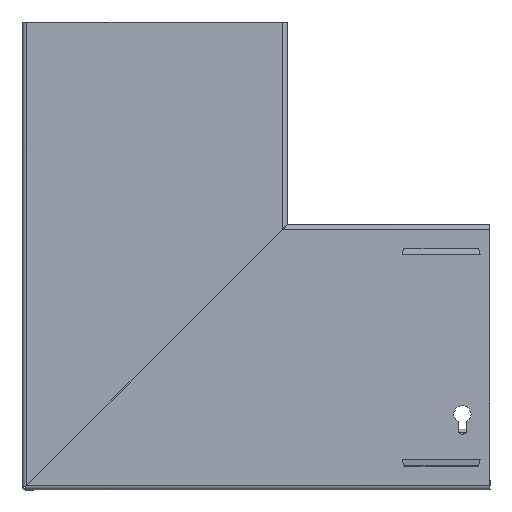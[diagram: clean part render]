
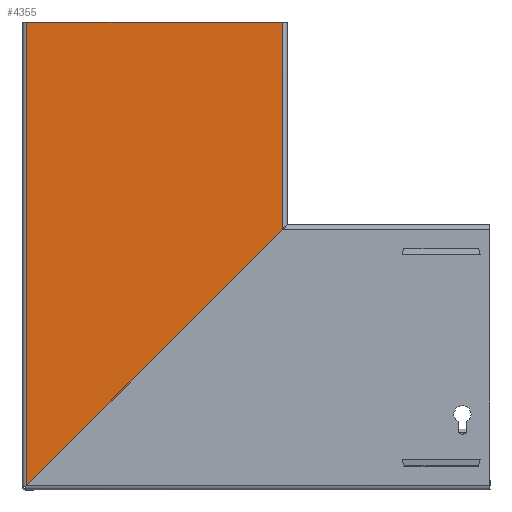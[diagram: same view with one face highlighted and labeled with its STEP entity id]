
A CAD part, left-side view. The second image highlights one B-rep face of the part: STEP entity #4355.
In plain terms, the highlighted planar face has unit normal (-1, 0, 0).
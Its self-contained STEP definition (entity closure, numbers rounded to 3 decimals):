
#27 = VECTOR ( 'NONE', #2685, 1000. ) ;
#459 = EDGE_LOOP ( 'NONE', ( #3426, #2403, #7756, #8700 ) ) ;
#863 = AXIS2_PLACEMENT_3D ( 'NONE', #8748, #5920, #1580 ) ;
#1368 = CARTESIAN_POINT ( 'NONE',  ( 0., 67., 2.001 ) ) ;
#1450 = LINE ( 'NONE', #7051, #9098 ) ;
#1465 = VERTEX_POINT ( 'NONE', #8200 ) ;
#1580 = DIRECTION ( 'NONE',  ( 0., 0., 1. ) ) ;
#1881 = CARTESIAN_POINT ( 'NONE',  ( 0., -97., 298.9 ) ) ;
#1940 = LINE ( 'NONE', #5593, #27 ) ;
#2239 = VECTOR ( 'NONE', #8366, 1000. ) ;
#2343 = VERTEX_POINT ( 'NONE', #3662 ) ;
#2403 = ORIENTED_EDGE ( 'NONE', *, *, #7573, .F. ) ;
#2465 = LINE ( 'NONE', #1881, #2239 ) ;
#2685 = DIRECTION ( 'NONE',  ( 0., 0.707, -0.707 ) ) ;
#2759 = DIRECTION ( 'NONE',  ( 0., 0., -1. ) ) ;
#2987 = EDGE_CURVE ( 'NONE', #1465, #7057, #1450, .T. ) ;
#3001 = EDGE_CURVE ( 'NONE', #2343, #7273, #4418, .T. ) ;
#3426 = ORIENTED_EDGE ( 'NONE', *, *, #2987, .T. ) ;
#3662 = CARTESIAN_POINT ( 'NONE',  ( 0., -97., 298.9 ) ) ;
#4355 = ADVANCED_FACE ( 'NONE', ( #8532 ), #5192, .T. ) ;
#4418 = LINE ( 'NONE', #6369, #8002 ) ;
#5192 = PLANE ( 'NONE',  #863 ) ;
#5593 = CARTESIAN_POINT ( 'NONE',  ( 0., -163.45, 232.45 ) ) ;
#5920 = DIRECTION ( 'NONE',  ( -1., 0., 0. ) ) ;
#6369 = CARTESIAN_POINT ( 'NONE',  ( 0., -97., 298.9 ) ) ;
#6913 = EDGE_CURVE ( 'NONE', #2343, #1465, #2465, .T. ) ;
#7051 = CARTESIAN_POINT ( 'NONE',  ( 0., 67., 298.9 ) ) ;
#7057 = VERTEX_POINT ( 'NONE', #1368 ) ;
#7199 = CARTESIAN_POINT ( 'NONE',  ( 0., -97., 166.001 ) ) ;
#7273 = VERTEX_POINT ( 'NONE', #7199 ) ;
#7573 = EDGE_CURVE ( 'NONE', #7273, #7057, #1940, .T. ) ;
#7756 = ORIENTED_EDGE ( 'NONE', *, *, #3001, .F. ) ;
#8002 = VECTOR ( 'NONE', #2759, 1000. ) ;
#8200 = CARTESIAN_POINT ( 'NONE',  ( 0., 67., 298.9 ) ) ;
#8366 = DIRECTION ( 'NONE',  ( 0., 1., 0. ) ) ;
#8532 = FACE_OUTER_BOUND ( 'NONE', #459, .T. ) ;
#8700 = ORIENTED_EDGE ( 'NONE', *, *, #6913, .T. ) ;
#8748 = CARTESIAN_POINT ( 'NONE',  ( 0., -97., 298.9 ) ) ;
#9098 = VECTOR ( 'NONE', #9183, 1000. ) ;
#9183 = DIRECTION ( 'NONE',  ( 0., 0., -1. ) ) ;
